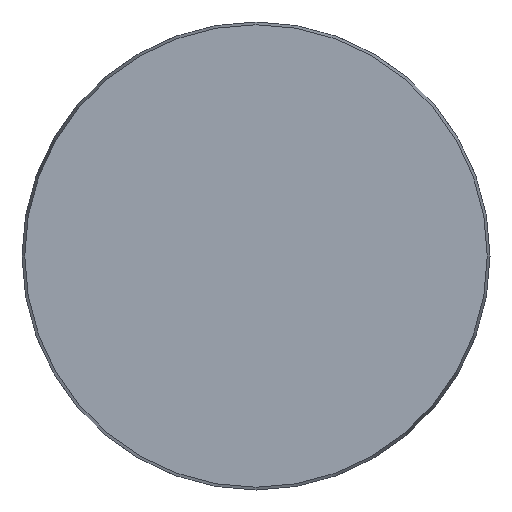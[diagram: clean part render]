
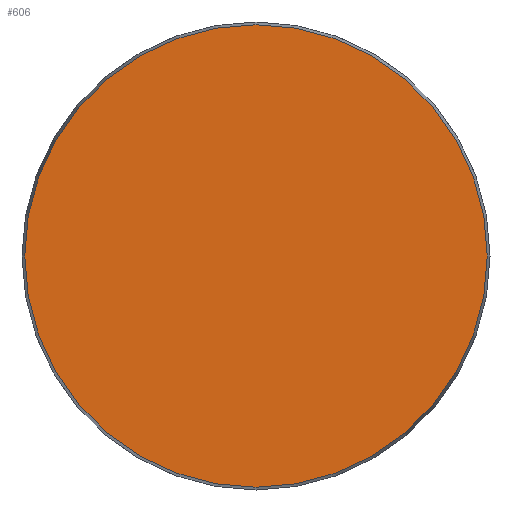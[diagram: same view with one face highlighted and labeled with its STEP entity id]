
A CAD part, front view. The second image highlights one B-rep face of the part: STEP entity #606.
In plain terms, the highlighted planar face has unit normal (0, -1, 0).
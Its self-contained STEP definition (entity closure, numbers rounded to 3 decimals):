
#5 = DIRECTION ( 'NONE',  ( 0., 0., 1. ) ) ;
#62 = DIRECTION ( 'NONE',  ( 0., -1., 0. ) ) ;
#88 = VERTEX_POINT ( 'NONE', #135 ) ;
#101 = EDGE_CURVE ( 'NONE', #88, #88, #315, .T. ) ;
#135 = CARTESIAN_POINT ( 'NONE',  ( 0., 0., -48.425 ) ) ;
#171 = DIRECTION ( 'NONE',  ( 0., 0., -1. ) ) ;
#182 = FACE_OUTER_BOUND ( 'NONE', #569, .T. ) ;
#184 = CARTESIAN_POINT ( 'NONE',  ( 0., 0., 0. ) ) ;
#237 = PLANE ( 'NONE',  #361 ) ;
#315 = CIRCLE ( 'NONE', #476, 48.425 ) ;
#361 = AXIS2_PLACEMENT_3D ( 'NONE', #519, #747, #5 ) ;
#476 = AXIS2_PLACEMENT_3D ( 'NONE', #184, #62, #171 ) ;
#519 = CARTESIAN_POINT ( 'NONE',  ( -48.425, 0., 0. ) ) ;
#550 = ORIENTED_EDGE ( 'NONE', *, *, #101, .T. ) ;
#569 = EDGE_LOOP ( 'NONE', ( #550 ) ) ;
#606 = ADVANCED_FACE ( 'NONE', ( #182 ), #237, .F. ) ;
#747 = DIRECTION ( 'NONE',  ( 0., 1., 0. ) ) ;
